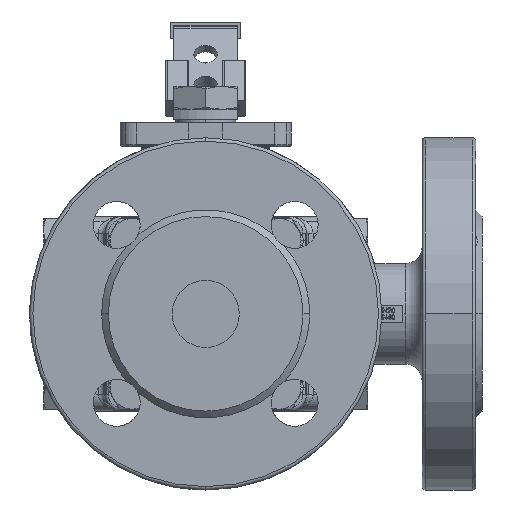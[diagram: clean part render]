
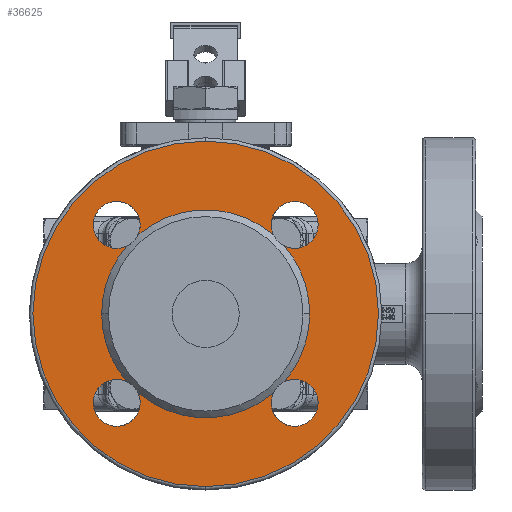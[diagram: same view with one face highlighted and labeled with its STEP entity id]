
A CAD part, left-side view. The second image highlights one B-rep face of the part: STEP entity #36625.
In plain terms, the highlighted planar face has unit normal (-1, 0, 0).
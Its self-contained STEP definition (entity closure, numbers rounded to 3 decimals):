
#17376=CARTESIAN_POINT('',(-80.5,0.,51.5));
#17377=VERTEX_POINT('',#17376);
#17387=CARTESIAN_POINT('',(-80.5,-0.,-51.5));
#17388=VERTEX_POINT('',#17387);
#17389=CARTESIAN_POINT('',(-80.5,0.,-0.));
#17390=DIRECTION('',(1.,-0.,0.));
#17391=DIRECTION('',(-0.,0.,1.));
#17392=AXIS2_PLACEMENT_3D('',#17389,#17390,#17391);
#17393=CIRCLE('',#17392,51.5);
#17394=EDGE_CURVE('',#17377,#17388,#17393,.T.);
#17919=CARTESIAN_POINT('',(-80.5,26.517,19.517));
#17920=VERTEX_POINT('',#17919);
#17929=CARTESIAN_POINT('',(-80.5,23.526,20.188));
#17930=VERTEX_POINT('',#17929);
#17931=CARTESIAN_POINT('',(-80.5,26.517,26.517));
#17932=DIRECTION('',(1.,-0.,0.));
#17933=DIRECTION('',(0.,-0.,-1.));
#17934=AXIS2_PLACEMENT_3D('',#17931,#17932,#17933);
#17935=CIRCLE('',#17934,7.);
#17936=EDGE_CURVE('',#17930,#17920,#17935,.T.);
#17938=CARTESIAN_POINT('',(-80.5,20.188,23.526));
#17939=VERTEX_POINT('',#17938);
#17956=CARTESIAN_POINT('',(-80.5,26.517,33.517));
#17957=VERTEX_POINT('',#17956);
#17958=CARTESIAN_POINT('',(-80.5,26.517,26.517));
#17959=DIRECTION('',(1.,-0.,0.));
#17960=DIRECTION('',(0.,-0.,-1.));
#17961=AXIS2_PLACEMENT_3D('',#17958,#17959,#17960);
#17962=CIRCLE('',#17961,7.);
#17963=EDGE_CURVE('',#17957,#17939,#17962,.T.);
#17988=CARTESIAN_POINT('',(-80.5,26.517,-33.517));
#17989=VERTEX_POINT('',#17988);
#17998=CARTESIAN_POINT('',(-80.5,20.188,-23.526));
#17999=VERTEX_POINT('',#17998);
#18000=CARTESIAN_POINT('',(-80.5,26.517,-26.517));
#18001=DIRECTION('',(1.,-0.,0.));
#18002=DIRECTION('',(0.,-0.,-1.));
#18003=AXIS2_PLACEMENT_3D('',#18000,#18001,#18002);
#18004=CIRCLE('',#18003,7.);
#18005=EDGE_CURVE('',#17999,#17989,#18004,.T.);
#18007=CARTESIAN_POINT('',(-80.5,23.526,-20.188));
#18008=VERTEX_POINT('',#18007);
#18025=CARTESIAN_POINT('',(-80.5,26.517,-19.517));
#18026=VERTEX_POINT('',#18025);
#18027=CARTESIAN_POINT('',(-80.5,26.517,-26.517));
#18028=DIRECTION('',(1.,-0.,0.));
#18029=DIRECTION('',(0.,-0.,-1.));
#18030=AXIS2_PLACEMENT_3D('',#18027,#18028,#18029);
#18031=CIRCLE('',#18030,7.);
#18032=EDGE_CURVE('',#18026,#18008,#18031,.T.);
#18057=CARTESIAN_POINT('',(-80.5,-26.517,-33.517));
#18058=VERTEX_POINT('',#18057);
#18067=CARTESIAN_POINT('',(-80.5,-26.517,-19.517));
#18068=VERTEX_POINT('',#18067);
#18069=CARTESIAN_POINT('',(-80.5,-26.517,-26.517));
#18070=DIRECTION('',(1.,-0.,0.));
#18071=DIRECTION('',(0.,-0.,-1.));
#18072=AXIS2_PLACEMENT_3D('',#18069,#18070,#18071);
#18073=CIRCLE('',#18072,7.);
#18074=EDGE_CURVE('',#18068,#18058,#18073,.T.);
#18099=CARTESIAN_POINT('',(-80.5,-26.517,19.517));
#18100=VERTEX_POINT('',#18099);
#18109=CARTESIAN_POINT('',(-80.5,-26.517,33.517));
#18110=VERTEX_POINT('',#18109);
#18111=CARTESIAN_POINT('',(-80.5,-26.517,26.517));
#18112=DIRECTION('',(1.,-0.,0.));
#18113=DIRECTION('',(0.,-0.,-1.));
#18114=AXIS2_PLACEMENT_3D('',#18111,#18112,#18113);
#18115=CIRCLE('',#18114,7.);
#18116=EDGE_CURVE('',#18110,#18100,#18115,.T.);
#18143=CARTESIAN_POINT('',(-80.5,-31.,-0.));
#18144=VERTEX_POINT('',#18143);
#18160=CARTESIAN_POINT('',(-80.5,31.,-0.));
#18161=VERTEX_POINT('',#18160);
#18168=CARTESIAN_POINT('',(-80.5,0.,-0.));
#18169=DIRECTION('',(1.,-0.,0.));
#18170=DIRECTION('',(-0.,-1.,0.));
#18171=AXIS2_PLACEMENT_3D('',#18168,#18169,#18170);
#18172=CIRCLE('',#18171,31.);
#18173=EDGE_CURVE('',#18008,#18161,#18172,.T.);
#18176=CARTESIAN_POINT('',(-80.5,-20.188,-23.526));
#18177=VERTEX_POINT('',#18176);
#18178=CARTESIAN_POINT('',(-80.5,0.,-0.));
#18179=DIRECTION('',(1.,-0.,0.));
#18180=DIRECTION('',(-0.,-1.,0.));
#18181=AXIS2_PLACEMENT_3D('',#18178,#18179,#18180);
#18182=CIRCLE('',#18181,31.);
#18183=EDGE_CURVE('',#18177,#17999,#18182,.T.);
#18185=CARTESIAN_POINT('',(-80.5,-23.526,-20.188));
#18186=VERTEX_POINT('',#18185);
#18203=CARTESIAN_POINT('',(-80.5,0.,-0.));
#18204=DIRECTION('',(1.,-0.,0.));
#18205=DIRECTION('',(-0.,-1.,0.));
#18206=AXIS2_PLACEMENT_3D('',#18203,#18204,#18205);
#18207=CIRCLE('',#18206,31.);
#18208=EDGE_CURVE('',#18144,#18186,#18207,.T.);
#36169=CARTESIAN_POINT('',(-80.5,-23.526,20.188));
#36170=VERTEX_POINT('',#36169);
#36171=CARTESIAN_POINT('',(-80.5,0.,-0.));
#36172=DIRECTION('',(1.,-0.,0.));
#36173=DIRECTION('',(-0.,-1.,0.));
#36174=AXIS2_PLACEMENT_3D('',#36171,#36172,#36173);
#36175=CIRCLE('',#36174,31.);
#36176=EDGE_CURVE('',#36170,#18144,#36175,.T.);
#36178=CARTESIAN_POINT('',(-80.5,-20.188,23.526));
#36179=VERTEX_POINT('',#36178);
#36196=CARTESIAN_POINT('',(-80.5,0.,-0.));
#36197=DIRECTION('',(1.,-0.,0.));
#36198=DIRECTION('',(-0.,-1.,0.));
#36199=AXIS2_PLACEMENT_3D('',#36196,#36197,#36198);
#36200=CIRCLE('',#36199,31.);
#36201=EDGE_CURVE('',#17939,#36179,#36200,.T.);
#36204=CARTESIAN_POINT('',(-80.5,0.,-0.));
#36205=DIRECTION('',(1.,-0.,0.));
#36206=DIRECTION('',(-0.,-1.,0.));
#36207=AXIS2_PLACEMENT_3D('',#36204,#36205,#36206);
#36208=CIRCLE('',#36207,31.);
#36209=EDGE_CURVE('',#18161,#17930,#36208,.T.);
#36230=CARTESIAN_POINT('',(-80.5,-26.517,26.517));
#36231=DIRECTION('',(1.,-0.,0.));
#36232=DIRECTION('',(0.,-0.,-1.));
#36233=AXIS2_PLACEMENT_3D('',#36230,#36231,#36232);
#36234=CIRCLE('',#36233,7.);
#36235=EDGE_CURVE('',#36179,#18110,#36234,.T.);
#36238=CARTESIAN_POINT('',(-80.5,-26.517,26.517));
#36239=DIRECTION('',(1.,-0.,0.));
#36240=DIRECTION('',(0.,-0.,-1.));
#36241=AXIS2_PLACEMENT_3D('',#36238,#36239,#36240);
#36242=CIRCLE('',#36241,7.);
#36243=EDGE_CURVE('',#18100,#36170,#36242,.T.);
#36262=CARTESIAN_POINT('',(-80.5,-26.517,-26.517));
#36263=DIRECTION('',(1.,-0.,0.));
#36264=DIRECTION('',(0.,-0.,-1.));
#36265=AXIS2_PLACEMENT_3D('',#36262,#36263,#36264);
#36266=CIRCLE('',#36265,7.);
#36267=EDGE_CURVE('',#18186,#18068,#36266,.T.);
#36270=CARTESIAN_POINT('',(-80.5,-26.517,-26.517));
#36271=DIRECTION('',(1.,-0.,0.));
#36272=DIRECTION('',(0.,-0.,-1.));
#36273=AXIS2_PLACEMENT_3D('',#36270,#36271,#36272);
#36274=CIRCLE('',#36273,7.);
#36275=EDGE_CURVE('',#18058,#18177,#36274,.T.);
#36294=CARTESIAN_POINT('',(-80.5,26.517,-26.517));
#36295=DIRECTION('',(1.,-0.,0.));
#36296=DIRECTION('',(0.,-0.,-1.));
#36297=AXIS2_PLACEMENT_3D('',#36294,#36295,#36296);
#36298=CIRCLE('',#36297,7.);
#36299=EDGE_CURVE('',#17989,#18026,#36298,.T.);
#36318=CARTESIAN_POINT('',(-80.5,26.517,26.517));
#36319=DIRECTION('',(1.,-0.,0.));
#36320=DIRECTION('',(0.,-0.,-1.));
#36321=AXIS2_PLACEMENT_3D('',#36318,#36319,#36320);
#36322=CIRCLE('',#36321,7.);
#36323=EDGE_CURVE('',#17920,#17957,#36322,.T.);
#36590=CARTESIAN_POINT('',(-80.5,-41.75,-0.));
#36591=DIRECTION('',(-1.,0.,-0.));
#36592=DIRECTION('',(-0.,0.,1.));
#36593=AXIS2_PLACEMENT_3D('',#36590,#36591,#36592);
#36594=PLANE('',#36593);
#36595=CARTESIAN_POINT('',(-80.5,0.,-0.));
#36596=DIRECTION('',(1.,-0.,0.));
#36597=DIRECTION('',(-0.,0.,1.));
#36598=AXIS2_PLACEMENT_3D('',#36595,#36596,#36597);
#36599=CIRCLE('',#36598,51.5);
#36600=EDGE_CURVE('',#17388,#17377,#36599,.T.);
#36601=ORIENTED_EDGE('',*,*,#36600,.F.);
#36602=ORIENTED_EDGE('',*,*,#17394,.F.);
#36603=EDGE_LOOP('',(#36601,#36602));
#36604=FACE_BOUND('',#36603,.T.);
#36605=ORIENTED_EDGE('',*,*,#17936,.T.);
#36606=ORIENTED_EDGE('',*,*,#36323,.T.);
#36607=ORIENTED_EDGE('',*,*,#17963,.T.);
#36608=ORIENTED_EDGE('',*,*,#36201,.T.);
#36609=ORIENTED_EDGE('',*,*,#36235,.T.);
#36610=ORIENTED_EDGE('',*,*,#18116,.T.);
#36611=ORIENTED_EDGE('',*,*,#36243,.T.);
#36612=ORIENTED_EDGE('',*,*,#36176,.T.);
#36613=ORIENTED_EDGE('',*,*,#18208,.T.);
#36614=ORIENTED_EDGE('',*,*,#36267,.T.);
#36615=ORIENTED_EDGE('',*,*,#18074,.T.);
#36616=ORIENTED_EDGE('',*,*,#36275,.T.);
#36617=ORIENTED_EDGE('',*,*,#18183,.T.);
#36618=ORIENTED_EDGE('',*,*,#18005,.T.);
#36619=ORIENTED_EDGE('',*,*,#36299,.T.);
#36620=ORIENTED_EDGE('',*,*,#18032,.T.);
#36621=ORIENTED_EDGE('',*,*,#18173,.T.);
#36622=ORIENTED_EDGE('',*,*,#36209,.T.);
#36623=EDGE_LOOP('',(#36605,#36606,#36607,#36608,#36609,#36610,#36611,#36612,#36613,#36614,#36615,#36616,#36617,#36618,#36619,#36620,#36621,#36622));
#36624=FACE_BOUND('',#36623,.T.);
#36625=ADVANCED_FACE('',(#36604,#36624),#36594,.T.);
